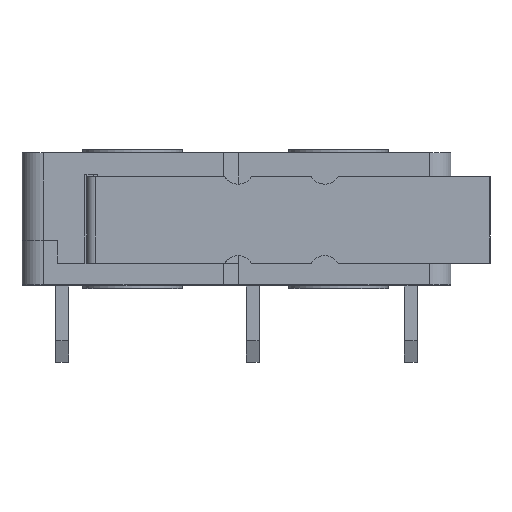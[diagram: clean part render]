
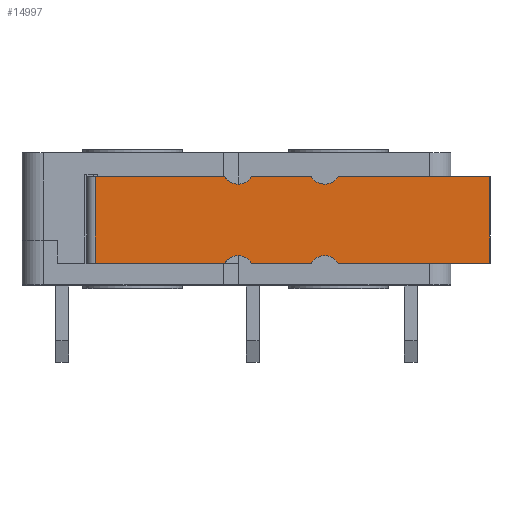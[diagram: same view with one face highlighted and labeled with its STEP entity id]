
A CAD part, top view. The second image highlights one B-rep face of the part: STEP entity #14997.
In plain terms, the highlighted planar face has unit normal (-0.013, 0, 1).
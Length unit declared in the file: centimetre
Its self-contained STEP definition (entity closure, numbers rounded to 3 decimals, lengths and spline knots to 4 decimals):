
#802=CIRCLE('',#15829,0.075);
#805=CIRCLE('',#15833,0.075);
#807=CIRCLE('',#15836,0.075);
#808=CIRCLE('',#15838,0.075);
#959=FACE_OUTER_BOUND('',#1786,.T.);
#1786=EDGE_LOOP('',(#9967,#9968,#9969,#9970,#9971,#9972,#9973,#9974,#9975,
#9976,#9977,#9978));
#2682=LINE('',#19645,#4393);
#2683=LINE('',#19648,#4394);
#2695=LINE('',#19668,#4406);
#2698=LINE('',#19676,#4409);
#2699=LINE('',#19679,#4410);
#2707=LINE('',#19695,#4418);
#2708=LINE('',#19696,#4419);
#2709=LINE('',#19697,#4420);
#4393=VECTOR('',#16569,1.);
#4394=VECTOR('',#16572,1.);
#4406=VECTOR('',#16588,1.);
#4409=VECTOR('',#16595,1.);
#4410=VECTOR('',#16600,1.);
#4418=VECTOR('',#16616,1.);
#4419=VECTOR('',#16617,1.);
#4420=VECTOR('',#16618,1.);
#6090=VERTEX_POINT('',#19600);
#6092=VERTEX_POINT('',#19603);
#6095=VERTEX_POINT('',#19610);
#6097=VERTEX_POINT('',#19614);
#6099=VERTEX_POINT('',#19619);
#6101=VERTEX_POINT('',#19623);
#6102=VERTEX_POINT('',#19627);
#6104=VERTEX_POINT('',#19630);
#6109=VERTEX_POINT('',#19643);
#6110=VERTEX_POINT('',#19647);
#6116=VERTEX_POINT('',#19666);
#6119=VERTEX_POINT('',#19675);
#7603=EDGE_CURVE('',#6092,#6090,#802,.T.);
#7609=EDGE_CURVE('',#6095,#6097,#805,.T.);
#7613=EDGE_CURVE('',#6099,#6101,#807,.T.);
#7615=EDGE_CURVE('',#6104,#6102,#808,.T.);
#7623=EDGE_CURVE('',#6097,#6109,#2682,.T.);
#7624=EDGE_CURVE('',#6110,#6099,#2683,.T.);
#7636=EDGE_CURVE('',#6102,#6116,#2695,.T.);
#7640=EDGE_CURVE('',#6119,#6092,#2698,.T.);
#7642=EDGE_CURVE('',#6090,#6104,#2699,.T.);
#7650=EDGE_CURVE('',#6110,#6116,#2707,.T.);
#7651=EDGE_CURVE('',#6101,#6095,#2708,.T.);
#7652=EDGE_CURVE('',#6119,#6109,#2709,.T.);
#9967=ORIENTED_EDGE('',*,*,#7603,.T.);
#9968=ORIENTED_EDGE('',*,*,#7642,.T.);
#9969=ORIENTED_EDGE('',*,*,#7615,.T.);
#9970=ORIENTED_EDGE('',*,*,#7636,.T.);
#9971=ORIENTED_EDGE('',*,*,#7650,.F.);
#9972=ORIENTED_EDGE('',*,*,#7624,.T.);
#9973=ORIENTED_EDGE('',*,*,#7613,.T.);
#9974=ORIENTED_EDGE('',*,*,#7651,.T.);
#9975=ORIENTED_EDGE('',*,*,#7609,.T.);
#9976=ORIENTED_EDGE('',*,*,#7623,.T.);
#9977=ORIENTED_EDGE('',*,*,#7652,.F.);
#9978=ORIENTED_EDGE('',*,*,#7640,.T.);
#14458=PLANE('',#15853);
#14997=ADVANCED_FACE('',(#959),#14458,.T.);
#15829=AXIS2_PLACEMENT_3D('',#19604,#16531,#16532);
#15833=AXIS2_PLACEMENT_3D('',#19616,#16542,#16543);
#15836=AXIS2_PLACEMENT_3D('',#19625,#16550,#16551);
#15838=AXIS2_PLACEMENT_3D('',#19631,#16555,#16556);
#15853=AXIS2_PLACEMENT_3D('',#19694,#16614,#16615);
#16531=DIRECTION('center_axis',(0.013,0.,
-1.));
#16532=DIRECTION('ref_axis',(-1.,0.,-0.013));
#16542=DIRECTION('center_axis',(0.013,0.,
-1.));
#16543=DIRECTION('ref_axis',(-1.,0.,-0.013));
#16550=DIRECTION('center_axis',(0.013,0.,
-1.));
#16551=DIRECTION('ref_axis',(-1.,0.,-0.013));
#16555=DIRECTION('center_axis',(0.013,0.,
-1.));
#16556=DIRECTION('ref_axis',(-1.,0.,-0.013));
#16569=DIRECTION('',(-1.,0.,-0.013));
#16572=DIRECTION('',(-1.,0.,-0.013));
#16588=DIRECTION('',(1.,0.,0.013));
#16595=DIRECTION('',(1.,0.,0.013));
#16600=DIRECTION('',(1.,0.,0.013));
#16614=DIRECTION('center_axis',(-0.013,0.,
1.));
#16615=DIRECTION('ref_axis',(1.,0.,0.013));
#16616=DIRECTION('',(0.,-1.,0.));
#16617=DIRECTION('',(-1.,0.,-0.013));
#16618=DIRECTION('',(0.,1.,0.));
#19600=CARTESIAN_POINT('',(0.5509,-0.51,0.8847));
#19603=CARTESIAN_POINT('',(0.424,-0.51,0.883));
#19604=CARTESIAN_POINT('Origin',(0.4875,-0.55,0.8838));
#19610=CARTESIAN_POINT('',(0.5509,-0.11,0.8847));
#19614=CARTESIAN_POINT('',(0.424,-0.11,0.883));
#19616=CARTESIAN_POINT('Origin',(0.4875,-0.07,
0.8838));
#19619=CARTESIAN_POINT('',(0.9509,-0.11,0.8899));
#19623=CARTESIAN_POINT('',(0.824,-0.11,0.8883));
#19625=CARTESIAN_POINT('Origin',(0.8874,-0.07,
0.8891));
#19627=CARTESIAN_POINT('',(0.9509,-0.51,0.8899));
#19630=CARTESIAN_POINT('',(0.824,-0.51,0.8883));
#19631=CARTESIAN_POINT('Origin',(0.8874,-0.55,0.8891));
#19643=CARTESIAN_POINT('',(-0.1725,-0.11,0.8751));
#19645=CARTESIAN_POINT('',(-0.1725,-0.11,0.8751));
#19647=CARTESIAN_POINT('',(1.6504,-0.11,0.8991));
#19648=CARTESIAN_POINT('',(-0.1725,-0.11,0.8751));
#19666=CARTESIAN_POINT('',(1.6504,-0.51,0.8991));
#19668=CARTESIAN_POINT('',(-0.1725,-0.51,0.8751));
#19675=CARTESIAN_POINT('',(-0.1725,-0.51,0.8751));
#19676=CARTESIAN_POINT('',(-0.1725,-0.51,0.8751));
#19679=CARTESIAN_POINT('',(-0.1725,-0.51,0.8751));
#19694=CARTESIAN_POINT('Origin',(1.6504,-0.31,0.8991));
#19695=CARTESIAN_POINT('',(1.6504,-0.31,0.8991));
#19696=CARTESIAN_POINT('',(-0.1725,-0.11,0.8751));
#19697=CARTESIAN_POINT('',(-0.1725,-0.31,0.8751));
